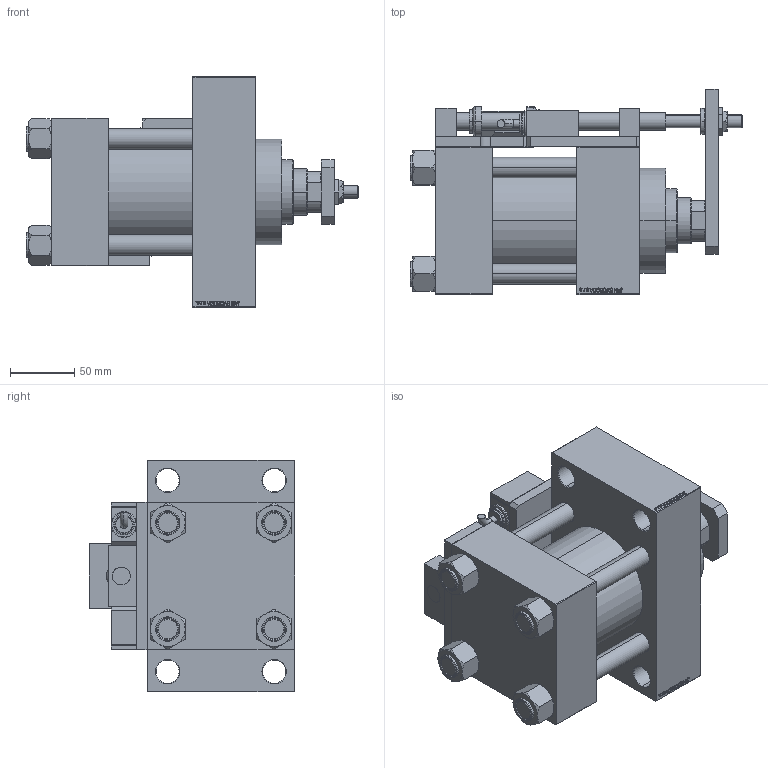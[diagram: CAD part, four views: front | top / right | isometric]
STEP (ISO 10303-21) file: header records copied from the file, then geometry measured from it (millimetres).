
FILE_DESCRIPTION (( 'STEP AP203' ), '1' );
FILE_NAME ('dc12.STEP', '2025-02-27T09:43:33', ( '' ), ( '' ), 'SwSTEP 2.0', 'SolidWorks 2019', '' );
FILE_SCHEMA (( 'CONFIG_CONTROL_DESIGN' ));
Length unit declared in the file: millimetre
Products named in the file (16): V215CD_SWITCH_Q_SWITCH 05b178bf9a9473ffd4a184d03431037f; V215CD_VCP_D 05b178bf9a9473ffd4a184d03431037f; V215CD_NUT_M5_D 05b178bf9a9473ffd4a184d03431037f; V215CD_SWITCH_Q_PODLOZKA_BACK 05b178bf9a9473ffd4a184d03431037f; V215CD_SWITCH_Q_TYC 05b178bf9a9473ffd4a184d03431037f; V215CD_SWITCH_Q_NUT 05b178bf9a9473ffd4a184d03431037f; dc12; V215CD_SWITCH_Q_ZARAZKA 05b178bf9a9473ffd4a184d03431037f; V215CD_SWITCH_Q_NUT10 05b178bf9a9473ffd4a184d03431037f; V215CD_D_TYCINKA 05b178bf9a9473ffd4a184d03431037f; V215CD_SWITCH_Q_PODLOZKA_FRONT 05b178bf9a9473ffd4a184d03431037f; V215CD_SWITCH_Q_BLOK 05b178bf9a9473ffd4a184d03431037f; V215CD_SWITCH_Q_DIMA 05b178bf9a9473ffd4a184d03431037f; V215CD_VC_A 05b178bf9a9473ffd4a184d03431037f; V215CD_SWITCH_Q_MAGNET 05b178bf9a9473ffd4a184d03431037f; V215CD_D_Body 05b178bf9a9473ffd4a184d03431037f
Assembly tree (24 placements, depth 2):
  dc12
    V215CD_D_Body 05b178bf9a9473ffd4a184d03431037f
    V215CD_VC_A 05b178bf9a9473ffd4a184d03431037f
    V215CD_VCP_D 05b178bf9a9473ffd4a184d03431037f
    V215CD_D_TYCINKA 05b178bf9a9473ffd4a184d03431037f  x4
    V215CD_NUT_M5_D 05b178bf9a9473ffd4a184d03431037f  x4
    V215CD_SWITCH_Q_BLOK 05b178bf9a9473ffd4a184d03431037f  x2
    V215CD_SWITCH_Q_DIMA 05b178bf9a9473ffd4a184d03431037f
    V215CD_SWITCH_Q_MAGNET 05b178bf9a9473ffd4a184d03431037f  x2
    V215CD_SWITCH_Q_NUT 05b178bf9a9473ffd4a184d03431037f
    V215CD_SWITCH_Q_NUT10 05b178bf9a9473ffd4a184d03431037f
    V215CD_SWITCH_Q_PODLOZKA_BACK 05b178bf9a9473ffd4a184d03431037f
    V215CD_SWITCH_Q_PODLOZKA_FRONT 05b178bf9a9473ffd4a184d03431037f
    V215CD_SWITCH_Q_SWITCH 05b178bf9a9473ffd4a184d03431037f  x2
    V215CD_SWITCH_Q_TYC 05b178bf9a9473ffd4a184d03431037f
    V215CD_SWITCH_Q_ZARAZKA 05b178bf9a9473ffd4a184d03431037f
Bounding box: 258.5 x 160 x 180 mm (x, y, z)
Volume: 2273676 mm3; surface area: 387679.6 mm2
Topology: 24 solids, 24 shells, 1379 faces, 3419 edges, 2216 vertices
Faces by surface type: plane 666, bspline 368, cylinder 156, cone 153, torus 36
Entity records: 53356 total; most frequent: CARTESIAN_POINT 26044, ORIENTED_EDGE 5778, DIRECTION 4082, EDGE_CURVE 2889, VERTEX_POINT 1890, VECTOR 1734, LINE 1734, EDGE_LOOP 1309
